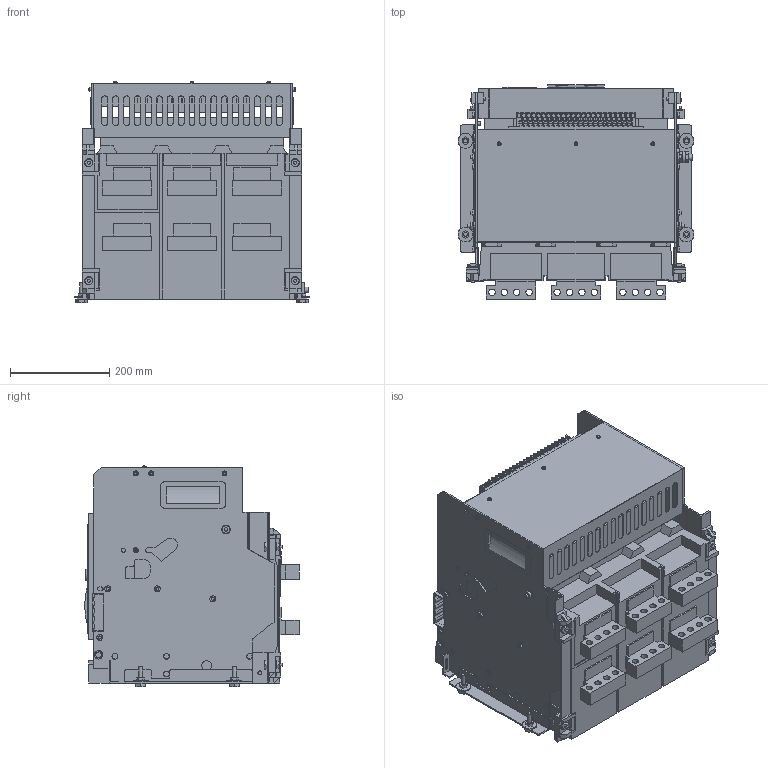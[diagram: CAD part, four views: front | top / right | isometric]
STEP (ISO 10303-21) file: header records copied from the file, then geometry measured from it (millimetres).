
FILE_DESCRIPTION(('STEP AP203'), '1');
FILE_NAME('Àâòîìàòè÷åñêèé âûêëþ÷àòåëü BA99-40 B-3p DM2C2S2 3200A', '', ('UNSPECIFIED'), ('UNSPECIFIED'), 'C3D Converter', 'C3D Toolkit', '');
FILE_SCHEMA(('CONFIG_CONTROL_DESIGN'));
Length unit declared in the file: millimetre
Bounding box: 476 x 433.11 x 446 mm (x, y, z)
Volume: 47831.9 mm3; surface area: 2353523.2 mm2
Topology: 38 solids, 39 shells, 2365 faces, 6044 edges, 3862 vertices
Faces by surface type: plane 2011, cylinder 340, torus 14
Full cylindrical faces by diameter (mm): 4 x23, 6 x23, 7 x2, 8 x67, 10 x16, 10.5 x7, 11 x1, 12 x18, 13 x26, 14 x1, 17 x12, 18 x3, 19 x1, 23 x3, 30 x4
Entity records: 89071 total; most frequent: CARTESIAN_POINT 12381, ORIENTED_EDGE 11632, DIRECTION 11493, EDGE_CURVE 5823, LINE 4845, VECTOR 4845, VERTEX_POINT 3862, AXIS2_PLACEMENT_3D 3324
